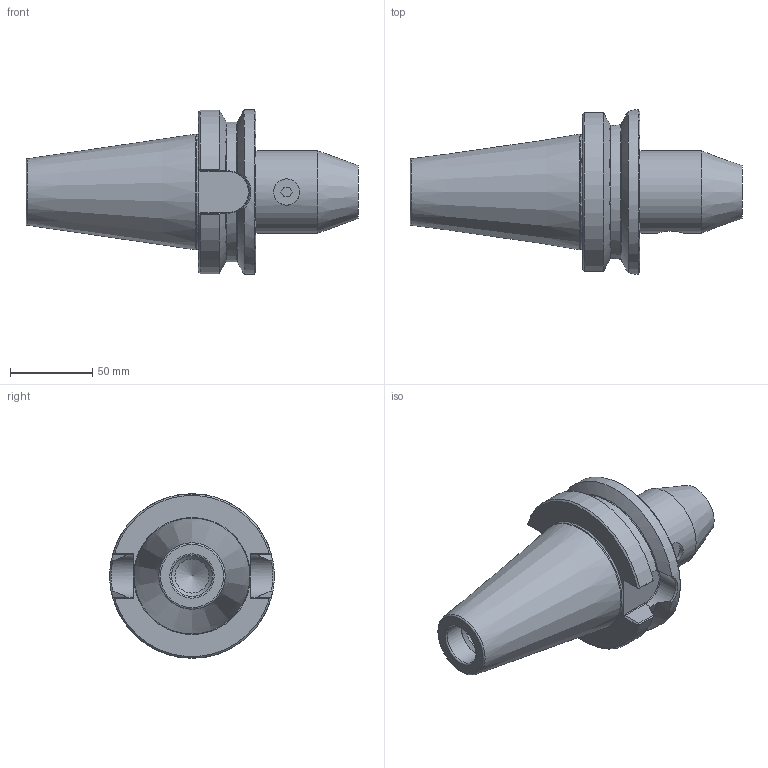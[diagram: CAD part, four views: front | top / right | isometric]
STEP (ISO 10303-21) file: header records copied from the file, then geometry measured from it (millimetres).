
FILE_DESCRIPTION( ( 'Unknown' ), '1' );
FILE_NAME( '215050103.stp', 'Unknown', ( 'Unknown' ), ( 'Unknown' ), 'PSStep 15.0.49', 'Unknown', ' ' );
FILE_SCHEMA( ( 'AUTOMOTIVE_DESIGN { 1 0 10303 214 1 1 1 1 }' ) );
Length unit declared in the file: millimetre
Products named in the file (1): 1
Bounding box: 201.8 x 100 x 100 mm (x, y, z)
Volume: 579960 mm3; surface area: 56338.9 mm2
Topology: 1 solids, 1 shells, 74 faces, 186 edges, 118 vertices
Faces by surface type: plane 36, cylinder 15, cone 12, torus 9, bspline 2
Full cylindrical faces by diameter (mm): 16 x1, 20.752 x1, 25 x1, 50 x1, 100 x1
Entity records: 3045 total; most frequent: CARTESIAN_POINT 800, ORIENTED_EDGE 334, DIRECTION 320, EDGE_CURVE 167, AXIS2_PLACEMENT_3D 123, VERTEX_POINT 114, EDGE_LOOP 92, FACE_OUTER_BOUND 82
